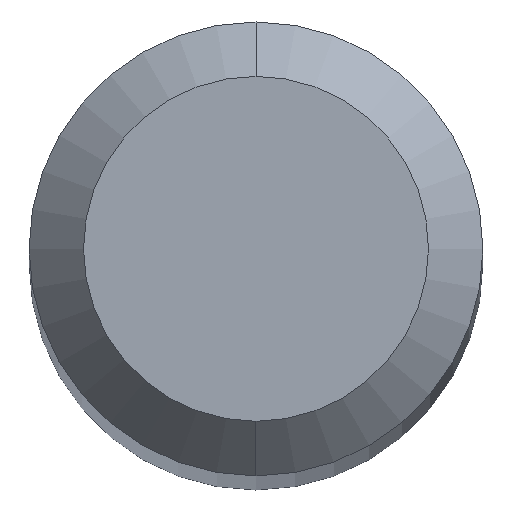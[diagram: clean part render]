
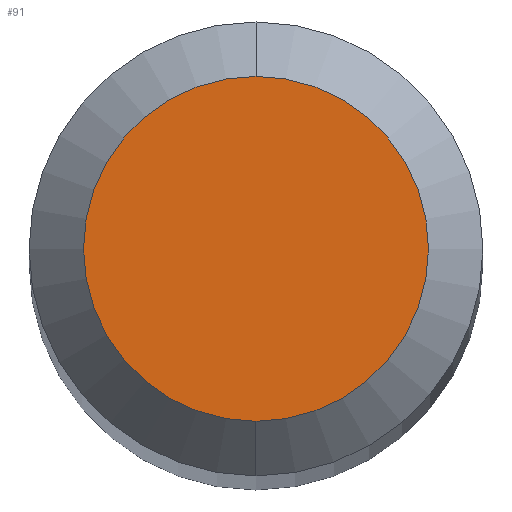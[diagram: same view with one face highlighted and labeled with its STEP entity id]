
A CAD part, top view. The second image highlights one B-rep face of the part: STEP entity #91.
In plain terms, the highlighted planar face has unit normal (0, 0, 1).
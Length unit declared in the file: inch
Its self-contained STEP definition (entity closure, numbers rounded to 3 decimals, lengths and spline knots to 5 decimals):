
#4 = AXIS2_PLACEMENT_3D ( 'NONE', #125, #458, #203 ) ;
#7 = VERTEX_POINT ( 'NONE', #301 ) ;
#13 = DIRECTION ( 'NONE',  ( 0., 0., 1. ) ) ;
#77 = DIRECTION ( 'NONE',  ( 0., 0., -1. ) ) ;
#85 = EDGE_CURVE ( 'NONE', #210, #7, #249, .T. ) ;
#91 = ADVANCED_FACE ( 'NONE', ( #322 ), #236, .F. ) ;
#99 = ORIENTED_EDGE ( 'NONE', *, *, #246, .T. ) ;
#125 = CARTESIAN_POINT ( 'NONE',  ( 0., 0., 0. ) ) ;
#154 = EDGE_LOOP ( 'NONE', ( #208, #99 ) ) ;
#178 = AXIS2_PLACEMENT_3D ( 'NONE', #219, #13, #314 ) ;
#194 = DIRECTION ( 'NONE',  ( 0., 1., 0. ) ) ;
#198 = CARTESIAN_POINT ( 'NONE',  ( 0., 0.0475, 0. ) ) ;
#203 = DIRECTION ( 'NONE',  ( 0., -1., 0. ) ) ;
#208 = ORIENTED_EDGE ( 'NONE', *, *, #85, .T. ) ;
#210 = VERTEX_POINT ( 'NONE', #198 ) ;
#219 = CARTESIAN_POINT ( 'NONE',  ( 0., 0., 0. ) ) ;
#236 = PLANE ( 'NONE',  #292 ) ;
#246 = EDGE_CURVE ( 'NONE', #7, #210, #515, .T. ) ;
#249 = CIRCLE ( 'NONE', #178, 0.0475 ) ;
#292 = AXIS2_PLACEMENT_3D ( 'NONE', #385, #77, #194 ) ;
#301 = CARTESIAN_POINT ( 'NONE',  ( 0., -0.0475, 0. ) ) ;
#314 = DIRECTION ( 'NONE',  ( 0., -1., 0. ) ) ;
#322 = FACE_OUTER_BOUND ( 'NONE', #154, .T. ) ;
#385 = CARTESIAN_POINT ( 'NONE',  ( 0., 0.0475, 0. ) ) ;
#458 = DIRECTION ( 'NONE',  ( 0., 0., 1. ) ) ;
#515 = CIRCLE ( 'NONE', #4, 0.0475 ) ;
